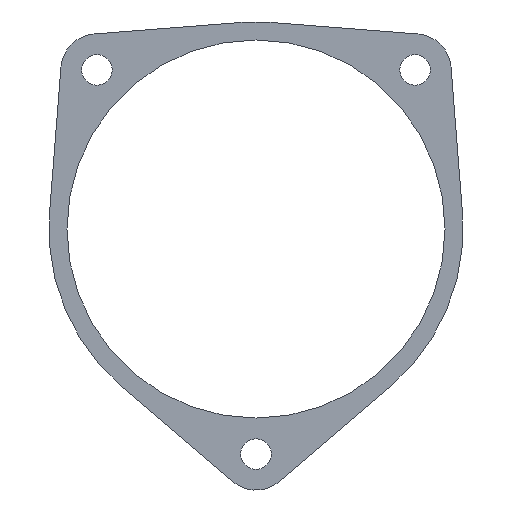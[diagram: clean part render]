
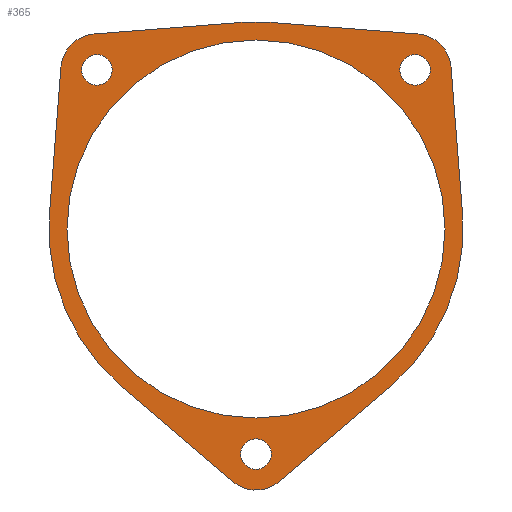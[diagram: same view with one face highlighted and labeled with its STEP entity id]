
A CAD part, left-side view. The second image highlights one B-rep face of the part: STEP entity #365.
In plain terms, the highlighted face is planar.
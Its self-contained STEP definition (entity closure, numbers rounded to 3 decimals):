
#27=FACE_BOUND('',#78,.T.);
#28=FACE_BOUND('',#79,.T.);
#29=FACE_BOUND('',#80,.T.);
#30=FACE_BOUND('',#81,.T.);
#41=PLANE('',#420);
#59=FACE_OUTER_BOUND('',#77,.T.);
#77=EDGE_LOOP('',(#307,#308,#309,#310,#311,#312,#313,#314,#315,#316,#317,
#318));
#78=EDGE_LOOP('',(#319));
#79=EDGE_LOOP('',(#320));
#80=EDGE_LOOP('',(#321));
#81=EDGE_LOOP('',(#322));
#94=LINE('',#584,#122);
#98=LINE('',#596,#126);
#102=LINE('',#608,#130);
#106=LINE('',#620,#134);
#110=LINE('',#632,#138);
#114=LINE('',#642,#142);
#122=VECTOR('',#472,10.);
#126=VECTOR('',#484,10.);
#130=VECTOR('',#496,10.);
#134=VECTOR('',#508,10.);
#138=VECTOR('',#520,10.);
#142=VECTOR('',#532,10.);
#143=CIRCLE('',#385,1.7);
#145=CIRCLE('',#388,21.);
#147=CIRCLE('',#391,1.7);
#149=CIRCLE('',#394,1.7);
#152=CIRCLE('',#398,4.);
#154=CIRCLE('',#402,23.);
#156=CIRCLE('',#406,4.);
#158=CIRCLE('',#410,23.);
#160=CIRCLE('',#414,4.);
#162=CIRCLE('',#418,23.);
#163=VERTEX_POINT('',#548);
#165=VERTEX_POINT('',#554);
#167=VERTEX_POINT('',#560);
#169=VERTEX_POINT('',#566);
#173=VERTEX_POINT('',#575);
#174=VERTEX_POINT('',#577);
#176=VERTEX_POINT('',#583);
#178=VERTEX_POINT('',#589);
#180=VERTEX_POINT('',#595);
#182=VERTEX_POINT('',#601);
#184=VERTEX_POINT('',#607);
#186=VERTEX_POINT('',#613);
#188=VERTEX_POINT('',#619);
#190=VERTEX_POINT('',#625);
#192=VERTEX_POINT('',#631);
#194=VERTEX_POINT('',#637);
#195=EDGE_CURVE('',#163,#163,#143,.T.);
#198=EDGE_CURVE('',#165,#165,#145,.T.);
#201=EDGE_CURVE('',#167,#167,#147,.T.);
#204=EDGE_CURVE('',#169,#169,#149,.T.);
#209=EDGE_CURVE('',#174,#173,#152,.T.);
#212=EDGE_CURVE('',#176,#174,#94,.T.);
#215=EDGE_CURVE('',#178,#176,#154,.T.);
#218=EDGE_CURVE('',#180,#178,#98,.T.);
#221=EDGE_CURVE('',#182,#180,#156,.T.);
#224=EDGE_CURVE('',#184,#182,#102,.T.);
#227=EDGE_CURVE('',#186,#184,#158,.T.);
#230=EDGE_CURVE('',#188,#186,#106,.T.);
#233=EDGE_CURVE('',#190,#188,#160,.T.);
#236=EDGE_CURVE('',#192,#190,#110,.T.);
#239=EDGE_CURVE('',#194,#192,#162,.T.);
#242=EDGE_CURVE('',#173,#194,#114,.T.);
#307=ORIENTED_EDGE('',*,*,#242,.T.);
#308=ORIENTED_EDGE('',*,*,#239,.T.);
#309=ORIENTED_EDGE('',*,*,#236,.T.);
#310=ORIENTED_EDGE('',*,*,#233,.T.);
#311=ORIENTED_EDGE('',*,*,#230,.T.);
#312=ORIENTED_EDGE('',*,*,#227,.T.);
#313=ORIENTED_EDGE('',*,*,#224,.T.);
#314=ORIENTED_EDGE('',*,*,#221,.T.);
#315=ORIENTED_EDGE('',*,*,#218,.T.);
#316=ORIENTED_EDGE('',*,*,#215,.T.);
#317=ORIENTED_EDGE('',*,*,#212,.T.);
#318=ORIENTED_EDGE('',*,*,#209,.T.);
#319=ORIENTED_EDGE('',*,*,#204,.T.);
#320=ORIENTED_EDGE('',*,*,#201,.T.);
#321=ORIENTED_EDGE('',*,*,#198,.T.);
#322=ORIENTED_EDGE('',*,*,#195,.T.);
#365=ADVANCED_FACE('',(#59,#27,#28,#29,#30),#41,.T.);
#385=AXIS2_PLACEMENT_3D('',#549,#435,#436);
#388=AXIS2_PLACEMENT_3D('',#555,#442,#443);
#391=AXIS2_PLACEMENT_3D('',#561,#449,#450);
#394=AXIS2_PLACEMENT_3D('',#567,#456,#457);
#398=AXIS2_PLACEMENT_3D('',#578,#466,#467);
#402=AXIS2_PLACEMENT_3D('',#590,#478,#479);
#406=AXIS2_PLACEMENT_3D('',#602,#490,#491);
#410=AXIS2_PLACEMENT_3D('',#614,#502,#503);
#414=AXIS2_PLACEMENT_3D('',#626,#514,#515);
#418=AXIS2_PLACEMENT_3D('',#638,#526,#527);
#420=AXIS2_PLACEMENT_3D('',#643,#533,#534);
#435=DIRECTION('center_axis',(0.,0.,
-1.));
#436=DIRECTION('ref_axis',(-1.,0.,0.));
#442=DIRECTION('center_axis',(0.,0.,
-1.));
#443=DIRECTION('ref_axis',(-1.,0.,0.));
#449=DIRECTION('center_axis',(0.,0.,
-1.));
#450=DIRECTION('ref_axis',(-1.,0.,0.));
#456=DIRECTION('center_axis',(0.,0.,
-1.));
#457=DIRECTION('ref_axis',(-1.,0.,0.));
#466=DIRECTION('center_axis',(0.,0.,
1.));
#467=DIRECTION('ref_axis',(-0.828,0.56,0.));
#472=DIRECTION('',(0.76,-0.65,0.));
#478=DIRECTION('center_axis',(0.,0.,
1.));
#479=DIRECTION('ref_axis',(-1.,0.,0.));
#484=DIRECTION('',(-0.078,-0.997,0.));
#490=DIRECTION('center_axis',(0.,0.,
1.));
#491=DIRECTION('ref_axis',(0.982,0.19,0.));
#496=DIRECTION('',(-0.997,-0.078,0.));
#502=DIRECTION('center_axis',(0.,0.,
1.));
#503=DIRECTION('ref_axis',(-1.,0.,0.));
#508=DIRECTION('',(-0.997,0.078,0.));
#514=DIRECTION('center_axis',(0.,0.,
1.));
#515=DIRECTION('ref_axis',(0.19,-0.982,0.));
#520=DIRECTION('',(-0.078,0.997,0.));
#526=DIRECTION('center_axis',(0.,0.,
1.));
#527=DIRECTION('ref_axis',(-1.,0.,0.));
#532=DIRECTION('',(0.76,0.65,0.));
#533=DIRECTION('center_axis',(0.,0.,
1.));
#534=DIRECTION('ref_axis',(-1.,0.,0.));
#548=CARTESIAN_POINT('',(-15.978,66.178,-3.));
#549=CARTESIAN_POINT('Origin',(-17.678,66.178,-3.));
#554=CARTESIAN_POINT('',(21.,48.5,-3.));
#555=CARTESIAN_POINT('Origin',(0.,48.5,-3.));
#560=CARTESIAN_POINT('',(1.7,23.5,-3.));
#561=CARTESIAN_POINT('Origin',(0.,23.5,-3.));
#566=CARTESIAN_POINT('',(19.378,66.178,-3.));
#567=CARTESIAN_POINT('Origin',(17.678,66.178,-3.));
#575=CARTESIAN_POINT('',(2.6,20.46,-3.));
#577=CARTESIAN_POINT('',(-2.6,20.46,-3.));
#578=CARTESIAN_POINT('Origin',(0.,23.5,-3.));
#583=CARTESIAN_POINT('',(-14.948,31.02,-3.));
#584=CARTESIAN_POINT('',(-2.6,20.46,-3.));
#589=CARTESIAN_POINT('',(-22.93,50.29,-3.));
#590=CARTESIAN_POINT('Origin',(0.,48.5,-3.));
#595=CARTESIAN_POINT('',(-21.666,66.489,-3.));
#596=CARTESIAN_POINT('',(-21.666,66.489,-3.));
#601=CARTESIAN_POINT('',(-17.989,70.166,-3.));
#602=CARTESIAN_POINT('Origin',(-17.678,66.178,-3.));
#607=CARTESIAN_POINT('',(-1.79,71.43,-3.));
#608=CARTESIAN_POINT('',(-17.989,70.166,-3.));
#613=CARTESIAN_POINT('',(1.79,71.43,-3.));
#614=CARTESIAN_POINT('Origin',(0.,48.5,-3.));
#619=CARTESIAN_POINT('',(17.989,70.166,-3.));
#620=CARTESIAN_POINT('',(17.989,70.166,-3.));
#625=CARTESIAN_POINT('',(21.666,66.489,-3.));
#626=CARTESIAN_POINT('Origin',(17.678,66.178,-3.));
#631=CARTESIAN_POINT('',(22.93,50.29,-3.));
#632=CARTESIAN_POINT('',(21.666,66.489,-3.));
#637=CARTESIAN_POINT('',(14.948,31.02,-3.));
#638=CARTESIAN_POINT('Origin',(0.,48.5,-3.));
#642=CARTESIAN_POINT('',(2.6,20.46,-3.));
#643=CARTESIAN_POINT('Origin',(0.,45.5,-3.));
